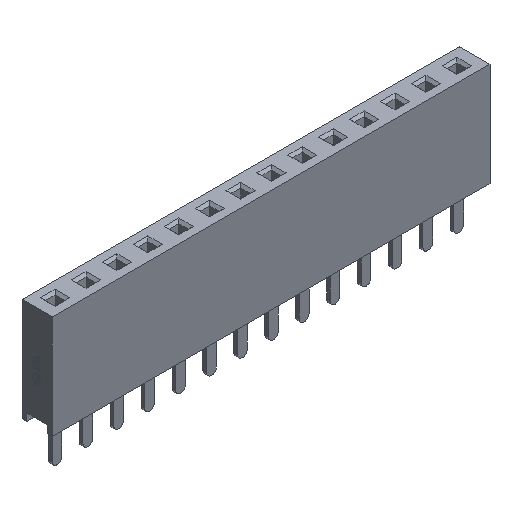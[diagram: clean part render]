
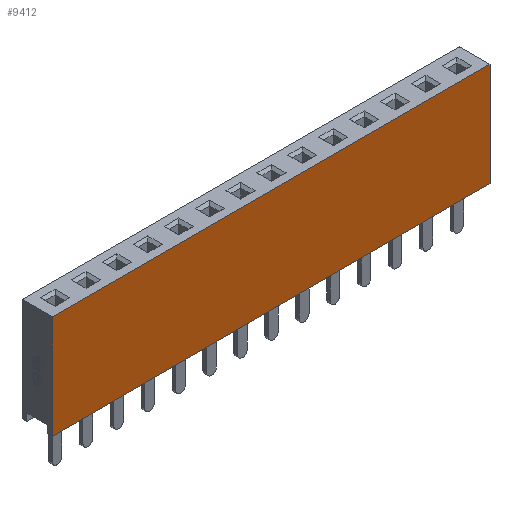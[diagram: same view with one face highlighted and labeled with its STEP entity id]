
A CAD part, isometric view. The second image highlights one B-rep face of the part: STEP entity #9412.
In plain terms, the highlighted planar face has unit normal (0, -1, 0).
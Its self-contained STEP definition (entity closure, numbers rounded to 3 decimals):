
#572=FACE_OUTER_BOUND('',#1128,.T.);
#1128=EDGE_LOOP('',(#6681,#6682,#6683,#6684));
#1539=LINE('',#12484,#2615);
#1877=LINE('',#13477,#2953);
#1979=LINE('',#13899,#3055);
#1984=LINE('',#13907,#3060);
#2615=VECTOR('',#10367,1.);
#2953=VECTOR('',#10987,1.);
#3055=VECTOR('',#11095,1.);
#3060=VECTOR('',#11102,1.);
#3691=VERTEX_POINT('',#12481);
#3692=VERTEX_POINT('',#12483);
#4009=VERTEX_POINT('',#13473);
#4122=VERTEX_POINT('',#13897);
#4561=EDGE_CURVE('',#3692,#3691,#1539,.T.);
#4977=EDGE_CURVE('',#3692,#4009,#1877,.T.);
#5091=EDGE_CURVE('',#3691,#4122,#1979,.T.);
#5096=EDGE_CURVE('',#4009,#4122,#1984,.T.);
#6681=ORIENTED_EDGE('',*,*,#5091,.T.);
#6682=ORIENTED_EDGE('',*,*,#5096,.F.);
#6683=ORIENTED_EDGE('',*,*,#4977,.F.);
#6684=ORIENTED_EDGE('',*,*,#4561,.T.);
#8675=PLANE('',#9986);
#9412=ADVANCED_FACE('',(#572),#8675,.F.);
#9986=AXIS2_PLACEMENT_3D('',#13910,#11106,#11107);
#10367=DIRECTION('',(0.,0.,-1.));
#10987=DIRECTION('',(1.,0.,0.));
#11095=DIRECTION('',(1.,0.,0.));
#11102=DIRECTION('',(0.,0.,-1.));
#11106=DIRECTION('center_axis',(0.,1.,0.));
#11107=DIRECTION('ref_axis',(0.,0.,1.));
#12481=CARTESIAN_POINT('',(-17.98,-1.25,0.3));
#12483=CARTESIAN_POINT('',(-17.98,-1.25,8.8));
#12484=CARTESIAN_POINT('',(-17.98,-1.25,8.8));
#13473=CARTESIAN_POINT('',(17.98,-1.25,8.8));
#13477=CARTESIAN_POINT('',(-17.98,-1.25,8.8));
#13897=CARTESIAN_POINT('',(17.98,-1.25,0.3));
#13899=CARTESIAN_POINT('',(-17.98,-1.25,0.3));
#13907=CARTESIAN_POINT('',(17.98,-1.25,8.8));
#13910=CARTESIAN_POINT('Origin',(-17.98,-1.25,8.8));
